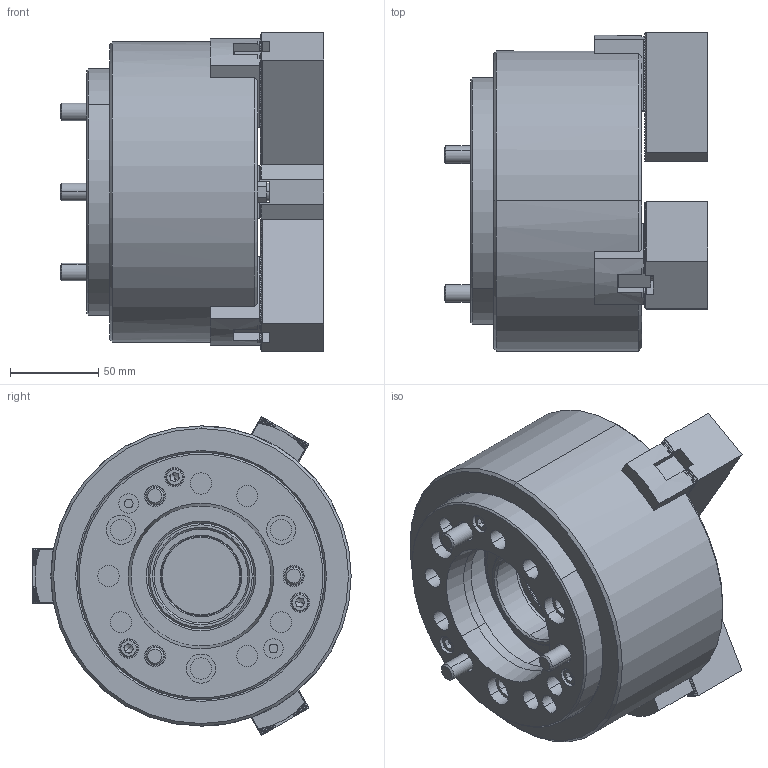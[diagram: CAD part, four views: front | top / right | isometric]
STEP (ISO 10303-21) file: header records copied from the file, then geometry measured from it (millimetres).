
FILE_DESCRIPTION (( 'STEP AP203' ), '1' );
FILE_NAME ('CF-3L-206A5.STEP', '2021-08-19T09:28:56', ( '' ), ( '' ), 'SwSTEP 2.0', 'SolidWorks 2016', '' );
FILE_SCHEMA (( 'CONFIG_CONTROL_DESIGN' ));
Length unit declared in the file: millimetre
Products named in the file (14): CF-3L-206-01000; CF-3L-206-02000; CF-3L-206-03010; CF-3L-206-04000; CF-3L-206-06000; CF-3H-206-04000(T型塊); SJ-06; 圓頭內六角螺栓_M10x25; 圓頭內六角螺栓_M10x100; 半圓頭六角孔螺栓_M5x10; CF-3L-06-12000-A5法蘭; 圓頭內六角螺栓_M6x20; CF-3L-206A5; CF-3H-06-08000
Assembly tree (30 placements, depth 2):
  CF-3L-206A5
    CF-3L-206-01000
    CF-3L-206-02000
    CF-3L-206-03010  x3
    CF-3L-206-04000
    CF-3L-206-06000
    CF-3H-06-08000
    CF-3H-206-04000(T型塊)  x3
    SJ-06  x3
    圓頭內六角螺栓_M10x25  x6
    圓頭內六角螺栓_M10x100  x3
    半圓頭六角孔螺栓_M5x10  x3
    CF-3L-06-12000-A5法蘭
    圓頭內六角螺栓_M6x20  x3
Bounding box: 149.3 x 180.25 x 180.48 mm (x, y, z)
Volume: 2023287 mm3; surface area: 336903.8 mm2
Topology: 30 solids, 30 shells, 2670 faces, 7498 edges, 4906 vertices
Faces by surface type: plane 1804, cylinder 707, cone 147, torus 12
Entity records: 34575 total; most frequent: CARTESIAN_POINT 6798, ORIENTED_EDGE 5652, DIRECTION 5074, EDGE_CURVE 2826, VECTOR 2020, LINE 2020, VERTEX_POINT 1855, AXIS2_PLACEMENT_3D 1527
